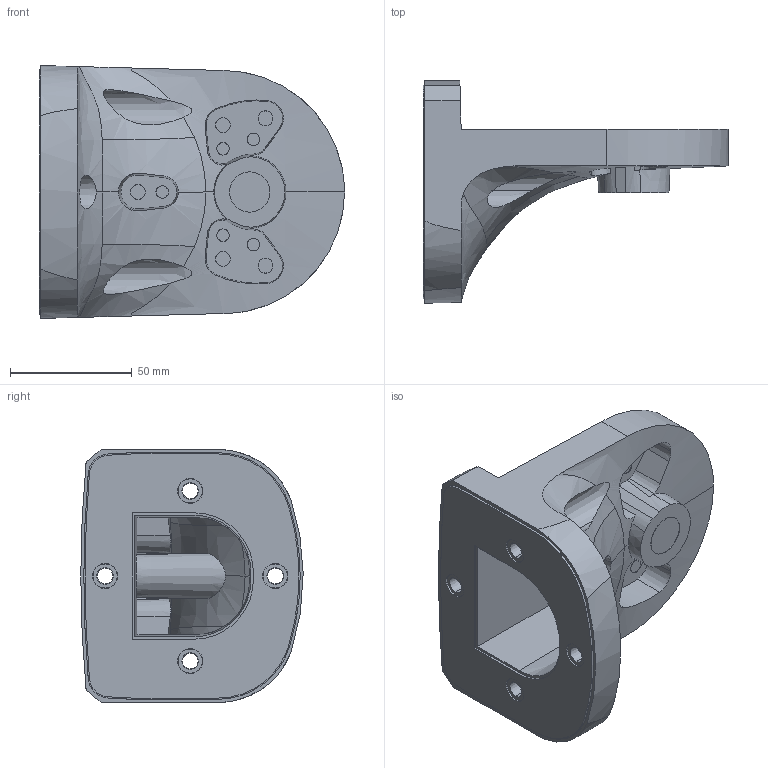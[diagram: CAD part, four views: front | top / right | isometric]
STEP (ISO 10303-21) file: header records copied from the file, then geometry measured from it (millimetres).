
FILE_DESCRIPTION (( 'STEP AP203' ), '1' );
FILE_NAME ('SZK-101.step', '2025-02-24T17:16:34', ( '' ), ( '' ), 'SwSTEP 2.0', 'SolidWorks 2024', '' );
FILE_SCHEMA (( 'CONFIG_CONTROL_DESIGN' ));
Length unit declared in the file: millimetre
Products named in the file (1): SZK-101
Bounding box: 125.5 x 91.49 x 104 mm (x, y, z)
Volume: 217350.8 mm3; surface area: 63679.3 mm2
Topology: 1 solids, 1 shells, 232 faces, 629 edges, 422 vertices
Faces by surface type: cone 88, plane 68, bspline 63, cylinder 13
Entity records: 28286 total; most frequent: CARTESIAN_POINT 22958, ORIENTED_EDGE 1258, DIRECTION 832, EDGE_CURVE 629, VERTEX_POINT 422, AXIS2_PLACEMENT_3D 325, B_SPLINE_CURVE_WITH_KNOTS 284, EDGE_LOOP 267
